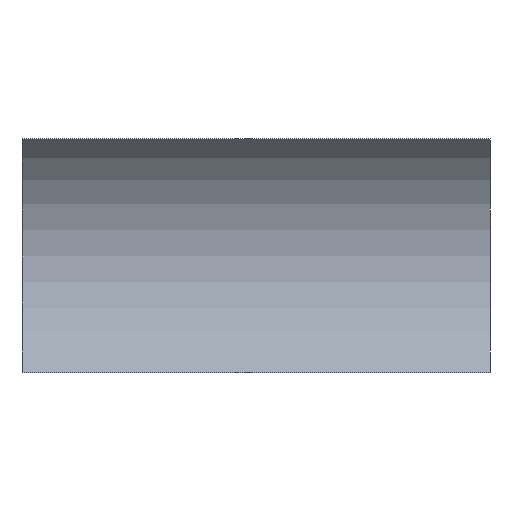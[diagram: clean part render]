
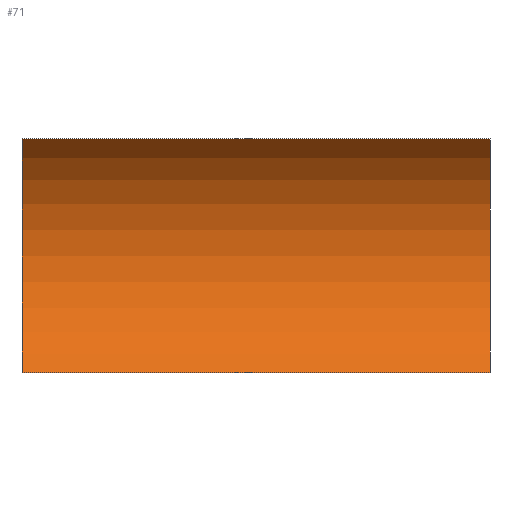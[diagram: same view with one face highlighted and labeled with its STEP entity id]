
A CAD part, left-side view. The second image highlights one B-rep face of the part: STEP entity #71.
In plain terms, the highlighted cylindrical face has radius 6.56 mm (diameter 13.12 mm), a partial arc.
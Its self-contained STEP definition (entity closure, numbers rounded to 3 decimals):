
#4 = DIRECTION ( 'NONE',  ( 0., -1., 0. ) ) ;
#17 = ORIENTED_EDGE ( 'NONE', *, *, #170, .F. ) ;
#26 = EDGE_LOOP ( 'NONE', ( #183, #175, #17, #82 ) ) ;
#33 = DIRECTION ( 'NONE',  ( 0., -1., 0. ) ) ;
#36 = LINE ( 'NONE', #172, #187 ) ;
#38 = VERTEX_POINT ( 'NONE', #125 ) ;
#39 = AXIS2_PLACEMENT_3D ( 'NONE', #54, #156, #80 ) ;
#41 = CARTESIAN_POINT ( 'NONE',  ( -8.56, 0., 5. ) ) ;
#54 = CARTESIAN_POINT ( 'NONE',  ( -8.56, 20., 5. ) ) ;
#55 = EDGE_CURVE ( 'NONE', #103, #106, #198, .T. ) ;
#67 = AXIS2_PLACEMENT_3D ( 'NONE', #41, #132, #168 ) ;
#71 = ADVANCED_FACE ( 'NONE', ( #83 ), #123, .F. ) ;
#73 = CARTESIAN_POINT ( 'NONE',  ( -4.313, 20., 0. ) ) ;
#78 = CARTESIAN_POINT ( 'NONE',  ( -4.313, 20., 0. ) ) ;
#80 = DIRECTION ( 'NONE',  ( 0., 0., 1. ) ) ;
#82 = ORIENTED_EDGE ( 'NONE', *, *, #55, .T. ) ;
#83 = FACE_OUTER_BOUND ( 'NONE', #26, .T. ) ;
#103 = VERTEX_POINT ( 'NONE', #78 ) ;
#106 = VERTEX_POINT ( 'NONE', #199 ) ;
#107 = DIRECTION ( 'NONE',  ( 0., -1., 0. ) ) ;
#115 = EDGE_CURVE ( 'NONE', #106, #38, #167, .T. ) ;
#119 = CIRCLE ( 'NONE', #39, 6.56 ) ;
#123 = CYLINDRICAL_SURFACE ( 'NONE', #160, 6.56 ) ;
#125 = CARTESIAN_POINT ( 'NONE',  ( -4.313, 0., 10. ) ) ;
#127 = VERTEX_POINT ( 'NONE', #173 ) ;
#132 = DIRECTION ( 'NONE',  ( 0., -1., 0. ) ) ;
#136 = EDGE_CURVE ( 'NONE', #127, #38, #36, .T. ) ;
#156 = DIRECTION ( 'NONE',  ( 0., -1., 0. ) ) ;
#157 = VECTOR ( 'NONE', #4, 1000. ) ;
#160 = AXIS2_PLACEMENT_3D ( 'NONE', #180, #107, #169 ) ;
#167 = CIRCLE ( 'NONE', #67, 6.56 ) ;
#168 = DIRECTION ( 'NONE',  ( 0., 0., 1. ) ) ;
#169 = DIRECTION ( 'NONE',  ( 0., 0., -1. ) ) ;
#170 = EDGE_CURVE ( 'NONE', #103, #127, #119, .T. ) ;
#172 = CARTESIAN_POINT ( 'NONE',  ( -4.313, 20., 10. ) ) ;
#173 = CARTESIAN_POINT ( 'NONE',  ( -4.313, 20., 10. ) ) ;
#175 = ORIENTED_EDGE ( 'NONE', *, *, #136, .F. ) ;
#180 = CARTESIAN_POINT ( 'NONE',  ( -8.56, 20., 5. ) ) ;
#183 = ORIENTED_EDGE ( 'NONE', *, *, #115, .T. ) ;
#187 = VECTOR ( 'NONE', #33, 1000. ) ;
#198 = LINE ( 'NONE', #73, #157 ) ;
#199 = CARTESIAN_POINT ( 'NONE',  ( -4.313, 0., 0. ) ) ;
